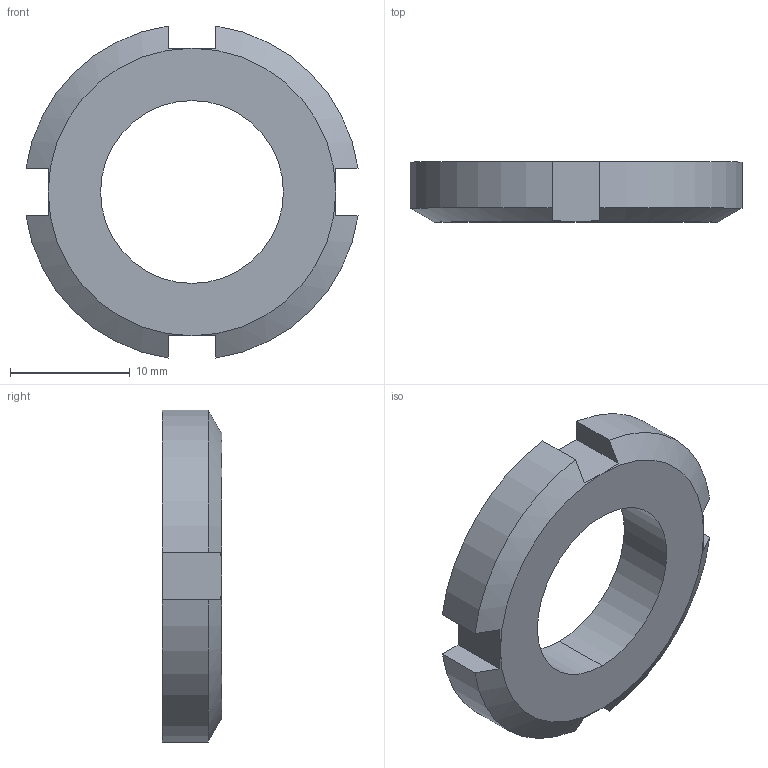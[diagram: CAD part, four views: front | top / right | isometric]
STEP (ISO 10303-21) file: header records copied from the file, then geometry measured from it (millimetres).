
FILE_DESCRIPTION (( 'STEP AP203' ), '1' );
FILE_NAME ('Ecrou Ö encoches- M 17_Défaut_sldprt.STEP', '2017-12-12T20:32:05', ( '' ), ( '' ), 'SwSTEP 2.0', 'SolidWorks 2016', '' );
FILE_SCHEMA (( 'CONFIG_CONTROL_DESIGN' ));
Length unit declared in the file: millimetre
Products named in the file (1): Ecrou Ö encoches- M 17_Défaut_sldprt
Bounding box: 27.71 x 5 x 27.71 mm (x, y, z)
Volume: 1928.9 mm3; surface area: 1484.1 mm2
Topology: 1 solids, 1 shells, 24 faces, 62 edges, 40 vertices
Faces by surface type: plane 14, cylinder 6, cone 4
Entity records: 827 total; most frequent: CARTESIAN_POINT 175, ORIENTED_EDGE 124, DIRECTION 112, EDGE_CURVE 62, AXIS2_PLACEMENT_3D 41, VERTEX_POINT 40, LINE 30, VECTOR 30
